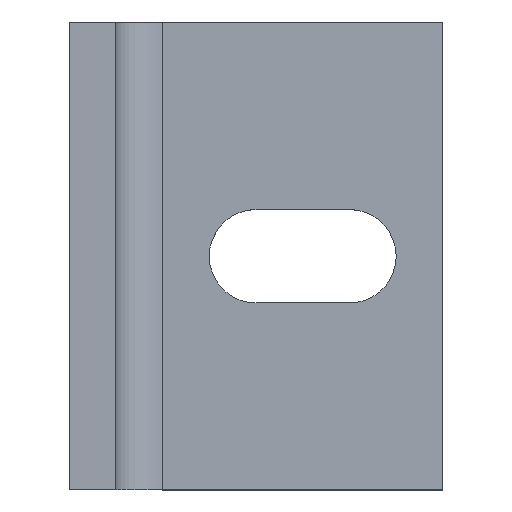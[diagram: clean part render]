
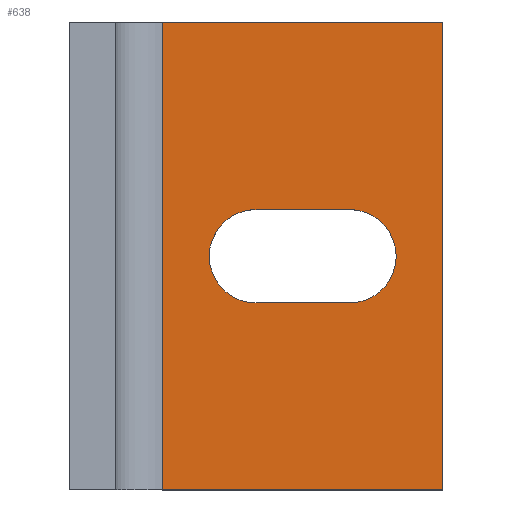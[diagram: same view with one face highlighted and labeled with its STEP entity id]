
A CAD part, top view. The second image highlights one B-rep face of the part: STEP entity #638.
In plain terms, the highlighted planar face has unit normal (0, 0, 1).
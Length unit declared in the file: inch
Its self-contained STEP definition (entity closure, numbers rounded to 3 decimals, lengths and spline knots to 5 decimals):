
#11 = LINE ( 'NONE', #127, #702 ) ;
#18 = CARTESIAN_POINT ( 'NONE',  ( 0., -0.625, -0.875 ) ) ;
#22 = DIRECTION ( 'NONE',  ( 0., 0., 1. ) ) ;
#34 = ORIENTED_EDGE ( 'NONE', *, *, #131, .F. ) ;
#35 = DIRECTION ( 'NONE',  ( 0., 0., 1. ) ) ;
#51 = VERTEX_POINT ( 'NONE', #549 ) ;
#74 = VERTEX_POINT ( 'NONE', #491 ) ;
#91 = CARTESIAN_POINT ( 'NONE',  ( 1., -0.625, -0.875 ) ) ;
#93 = CARTESIAN_POINT ( 'NONE',  ( 0.25, -0.625, -0.875 ) ) ;
#102 = EDGE_CURVE ( 'NONE', #792, #51, #11, .T. ) ;
#105 = VERTEX_POINT ( 'NONE', #354 ) ;
#111 = VECTOR ( 'NONE', #157, 39.37008 ) ;
#112 = VERTEX_POINT ( 'NONE', #288 ) ;
#123 = ORIENTED_EDGE ( 'NONE', *, *, #624, .F. ) ;
#127 = CARTESIAN_POINT ( 'NONE',  ( 0.5, 0.125, -0.875 ) ) ;
#131 = EDGE_CURVE ( 'NONE', #572, #74, #316, .T. ) ;
#147 = EDGE_CURVE ( 'NONE', #214, #293, #456, .T. ) ;
#149 = VECTOR ( 'NONE', #178, 39.37008 ) ;
#157 = DIRECTION ( 'NONE',  ( 0., -1., 0. ) ) ;
#159 = EDGE_CURVE ( 'NONE', #105, #792, #334, .T. ) ;
#161 = LINE ( 'NONE', #93, #111 ) ;
#164 = DIRECTION ( 'NONE',  ( 0., 0., -1. ) ) ;
#173 = DIRECTION ( 'NONE',  ( 0., 1., 0. ) ) ;
#178 = DIRECTION ( 'NONE',  ( 1., 0., 0. ) ) ;
#203 = FACE_OUTER_BOUND ( 'NONE', #222, .T. ) ;
#214 = VERTEX_POINT ( 'NONE', #435 ) ;
#222 = EDGE_LOOP ( 'NONE', ( #329, #488, #698, #536 ) ) ;
#238 = FACE_BOUND ( 'NONE', #780, .T. ) ;
#268 = AXIS2_PLACEMENT_3D ( 'NONE', #339, #22, #613 ) ;
#277 = AXIS2_PLACEMENT_3D ( 'NONE', #637, #35, #524 ) ;
#281 = ORIENTED_EDGE ( 'NONE', *, *, #159, .F. ) ;
#288 = CARTESIAN_POINT ( 'NONE',  ( 0.25, -0.625, -0.875 ) ) ;
#293 = VERTEX_POINT ( 'NONE', #557 ) ;
#315 = LINE ( 'NONE', #460, #149 ) ;
#316 = LINE ( 'NONE', #337, #633 ) ;
#324 = CARTESIAN_POINT ( 'NONE',  ( 0.25, 0.625, -0.875 ) ) ;
#329 = ORIENTED_EDGE ( 'NONE', *, *, #679, .F. ) ;
#330 = PLANE ( 'NONE',  #784 ) ;
#334 = CIRCLE ( 'NONE', #268, 0.125 ) ;
#337 = CARTESIAN_POINT ( 'NONE',  ( 0.5, -0.125, -0.875 ) ) ;
#339 = CARTESIAN_POINT ( 'NONE',  ( 0.75, 0., -0.875 ) ) ;
#340 = DIRECTION ( 'NONE',  ( 1., 0., 0. ) ) ;
#354 = CARTESIAN_POINT ( 'NONE',  ( 0.875, 0., -0.875 ) ) ;
#398 = VECTOR ( 'NONE', #541, 39.37008 ) ;
#406 = CARTESIAN_POINT ( 'NONE',  ( 0.75, 0.125, -0.875 ) ) ;
#435 = CARTESIAN_POINT ( 'NONE',  ( 1., -0.625, -0.875 ) ) ;
#448 = EDGE_CURVE ( 'NONE', #112, #214, #570, .T. ) ;
#450 = VERTEX_POINT ( 'NONE', #324 ) ;
#456 = LINE ( 'NONE', #91, #398 ) ;
#460 = CARTESIAN_POINT ( 'NONE',  ( 0., 0.625, -0.875 ) ) ;
#473 = ORIENTED_EDGE ( 'NONE', *, *, #102, .F. ) ;
#488 = ORIENTED_EDGE ( 'NONE', *, *, #492, .T. ) ;
#491 = CARTESIAN_POINT ( 'NONE',  ( 0.75, -0.125, -0.875 ) ) ;
#492 = EDGE_CURVE ( 'NONE', #450, #112, #161, .T. ) ;
#520 = CARTESIAN_POINT ( 'NONE',  ( 0.5, -0.125, -0.875 ) ) ;
#522 = CARTESIAN_POINT ( 'NONE',  ( 0.5, 0., -0.875 ) ) ;
#524 = DIRECTION ( 'NONE',  ( 1., 0., 0. ) ) ;
#528 = CARTESIAN_POINT ( 'NONE',  ( 0., -0.625, -0.875 ) ) ;
#536 = ORIENTED_EDGE ( 'NONE', *, *, #147, .T. ) ;
#541 = DIRECTION ( 'NONE',  ( 0., 1., 0. ) ) ;
#544 = ORIENTED_EDGE ( 'NONE', *, *, #560, .F. ) ;
#549 = CARTESIAN_POINT ( 'NONE',  ( 0.5, 0.125, -0.875 ) ) ;
#557 = CARTESIAN_POINT ( 'NONE',  ( 1., 0.625, -0.875 ) ) ;
#560 = EDGE_CURVE ( 'NONE', #74, #105, #693, .T. ) ;
#565 = DIRECTION ( 'NONE',  ( 1., 0., 0. ) ) ;
#570 = LINE ( 'NONE', #18, #714 ) ;
#572 = VERTEX_POINT ( 'NONE', #520 ) ;
#599 = CIRCLE ( 'NONE', #645, 0.125 ) ;
#613 = DIRECTION ( 'NONE',  ( 1., 0., 0. ) ) ;
#624 = EDGE_CURVE ( 'NONE', #51, #572, #599, .T. ) ;
#633 = VECTOR ( 'NONE', #649, 39.37008 ) ;
#637 = CARTESIAN_POINT ( 'NONE',  ( 0.75, 0., -0.875 ) ) ;
#638 = ADVANCED_FACE ( 'NONE', ( #238, #203 ), #330, .F. ) ;
#645 = AXIS2_PLACEMENT_3D ( 'NONE', #522, #775, #340 ) ;
#649 = DIRECTION ( 'NONE',  ( 1., 0., 0. ) ) ;
#679 = EDGE_CURVE ( 'NONE', #450, #293, #315, .T. ) ;
#693 = CIRCLE ( 'NONE', #277, 0.125 ) ;
#698 = ORIENTED_EDGE ( 'NONE', *, *, #448, .T. ) ;
#702 = VECTOR ( 'NONE', #785, 39.37008 ) ;
#714 = VECTOR ( 'NONE', #565, 39.37008 ) ;
#775 = DIRECTION ( 'NONE',  ( 0., 0., 1. ) ) ;
#780 = EDGE_LOOP ( 'NONE', ( #34, #123, #473, #281, #544 ) ) ;
#784 = AXIS2_PLACEMENT_3D ( 'NONE', #528, #164, #173 ) ;
#785 = DIRECTION ( 'NONE',  ( -1., 0., 0. ) ) ;
#792 = VERTEX_POINT ( 'NONE', #406 ) ;
